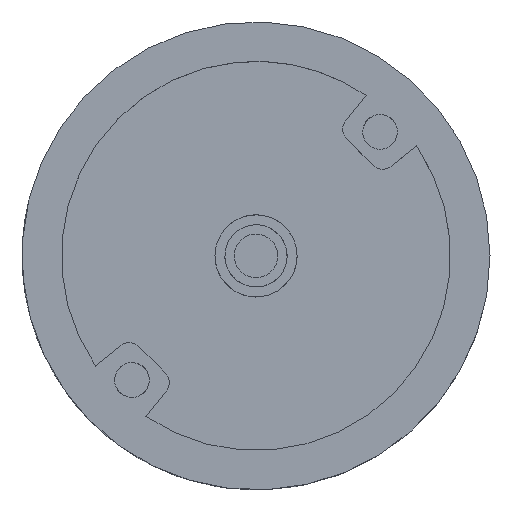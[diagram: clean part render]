
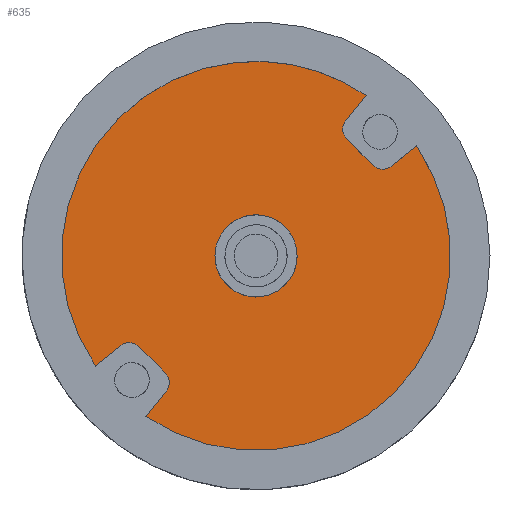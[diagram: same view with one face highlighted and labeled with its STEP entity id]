
A CAD part, top view. The second image highlights one B-rep face of the part: STEP entity #635.
In plain terms, the highlighted planar face has unit normal (0, 0, 1).
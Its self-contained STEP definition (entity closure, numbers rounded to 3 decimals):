
#220=CARTESIAN_POINT('',(-6.013,-13.526,-6.59));
#221=VERTEX_POINT('',#220);
#228=CARTESIAN_POINT('',(-46.474,-53.987,-6.59));
#229=VERTEX_POINT('',#228);
#230=CARTESIAN_POINT('',(-30.,-30.,-6.59));
#231=DIRECTION('',(-0.,-0.,1.));
#232=DIRECTION('',(-1.,0.,0.));
#233=AXIS2_PLACEMENT_3D('',#230,#231,#232);
#234=CIRCLE('',#233,29.1);
#235=EDGE_CURVE('',#229,#221,#234,.T.);
#252=CARTESIAN_POINT('',(-9.763,-16.57,-6.59));
#253=VERTEX_POINT('',#252);
#254=CARTESIAN_POINT('',(-6.013,-13.526,-6.59));
#255=DIRECTION('',(-0.776,-0.63,0.));
#256=VECTOR('',#255,4.83);
#257=LINE('',#254,#256);
#258=EDGE_CURVE('',#221,#253,#257,.T.);
#276=CARTESIAN_POINT('',(-13.526,-6.013,-6.59));
#277=VERTEX_POINT('',#276);
#284=CARTESIAN_POINT('',(-16.57,-9.763,-6.59));
#285=VERTEX_POINT('',#284);
#286=CARTESIAN_POINT('',(-16.57,-9.763,-6.59));
#287=DIRECTION('',(0.63,0.776,0.));
#288=VECTOR('',#287,4.83);
#289=LINE('',#286,#288);
#290=EDGE_CURVE('',#285,#277,#289,.T.);
#307=CARTESIAN_POINT('',(-32.87,-1.042,-6.59));
#308=VERTEX_POINT('',#307);
#315=CARTESIAN_POINT('',(-30.,-30.,-6.59));
#316=DIRECTION('',(-0.,-0.,1.));
#317=DIRECTION('',(-1.,0.,0.));
#318=AXIS2_PLACEMENT_3D('',#315,#316,#317);
#319=CIRCLE('',#318,29.1);
#320=EDGE_CURVE('',#277,#308,#319,.T.);
#332=CARTESIAN_POINT('',(-53.987,-46.474,-6.59));
#333=VERTEX_POINT('',#332);
#334=CARTESIAN_POINT('',(-50.237,-43.43,-6.59));
#335=VERTEX_POINT('',#334);
#336=CARTESIAN_POINT('',(-53.987,-46.474,-6.59));
#337=DIRECTION('',(0.776,0.63,0.));
#338=VECTOR('',#337,4.83);
#339=LINE('',#336,#338);
#340=EDGE_CURVE('',#333,#335,#339,.T.);
#364=CARTESIAN_POINT('',(-43.43,-50.237,-6.59));
#365=VERTEX_POINT('',#364);
#366=CARTESIAN_POINT('',(-43.43,-50.237,-6.59));
#367=DIRECTION('',(-0.63,-0.776,0.));
#368=VECTOR('',#367,4.83);
#369=LINE('',#366,#368);
#370=EDGE_CURVE('',#365,#229,#369,.T.);
#538=CARTESIAN_POINT('',(-30.,-30.,-6.59));
#539=DIRECTION('',(0.,0.,-1.));
#540=DIRECTION('',(-1.,0.,0.));
#541=AXIS2_PLACEMENT_3D('',#538,#539,#540);
#542=PLANE('',#541);
#543=CARTESIAN_POINT('',(-25.385,-34.052,-6.59));
#544=VERTEX_POINT('',#543);
#545=CARTESIAN_POINT('',(-36.142,-30.,-6.59));
#546=VERTEX_POINT('',#545);
#547=CARTESIAN_POINT('',(-30.,-30.,-6.59));
#548=DIRECTION('',(-0.,-0.,1.));
#549=DIRECTION('',(-1.,0.,0.));
#550=AXIS2_PLACEMENT_3D('',#547,#548,#549);
#551=CIRCLE('',#550,6.142);
#552=EDGE_CURVE('',#544,#546,#551,.T.);
#553=ORIENTED_EDGE('',*,*,#552,.F.);
#554=CARTESIAN_POINT('',(-30.,-30.,-6.59));
#555=DIRECTION('',(-0.,-0.,1.));
#556=DIRECTION('',(-1.,0.,0.));
#557=AXIS2_PLACEMENT_3D('',#554,#555,#556);
#558=CIRCLE('',#557,6.142);
#559=EDGE_CURVE('',#546,#544,#558,.T.);
#560=ORIENTED_EDGE('',*,*,#559,.F.);
#561=EDGE_LOOP('',(#553,#560));
#562=FACE_BOUND('',#561,.T.);
#563=ORIENTED_EDGE('',*,*,#290,.T.);
#564=ORIENTED_EDGE('',*,*,#320,.T.);
#565=CARTESIAN_POINT('',(-30.,-30.,-6.59));
#566=DIRECTION('',(-0.,-0.,1.));
#567=DIRECTION('',(-1.,0.,0.));
#568=AXIS2_PLACEMENT_3D('',#565,#566,#567);
#569=CIRCLE('',#568,29.1);
#570=EDGE_CURVE('',#308,#333,#569,.T.);
#571=ORIENTED_EDGE('',*,*,#570,.T.);
#572=ORIENTED_EDGE('',*,*,#340,.T.);
#573=CARTESIAN_POINT('',(-47.524,-43.57,-6.59));
#574=VERTEX_POINT('',#573);
#575=CARTESIAN_POINT('',(-48.959,-45.004,-6.59));
#576=DIRECTION('',(0.,0.,-1.));
#577=DIRECTION('',(-1.,0.,0.));
#578=AXIS2_PLACEMENT_3D('',#575,#576,#577);
#579=CIRCLE('',#578,2.028);
#580=EDGE_CURVE('',#335,#574,#579,.T.);
#581=ORIENTED_EDGE('',*,*,#580,.T.);
#582=CARTESIAN_POINT('',(-43.57,-47.524,-6.59));
#583=VERTEX_POINT('',#582);
#584=CARTESIAN_POINT('',(-47.524,-43.57,-6.59));
#585=DIRECTION('',(0.707,-0.707,0.));
#586=VECTOR('',#585,5.592);
#587=LINE('',#584,#586);
#588=EDGE_CURVE('',#574,#583,#587,.T.);
#589=ORIENTED_EDGE('',*,*,#588,.T.);
#590=CARTESIAN_POINT('',(-45.004,-48.959,-6.59));
#591=DIRECTION('',(0.,0.,-1.));
#592=DIRECTION('',(-1.,0.,0.));
#593=AXIS2_PLACEMENT_3D('',#590,#591,#592);
#594=CIRCLE('',#593,2.028);
#595=EDGE_CURVE('',#583,#365,#594,.T.);
#596=ORIENTED_EDGE('',*,*,#595,.T.);
#597=ORIENTED_EDGE('',*,*,#370,.T.);
#598=ORIENTED_EDGE('',*,*,#235,.T.);
#599=ORIENTED_EDGE('',*,*,#258,.T.);
#600=CARTESIAN_POINT('',(-12.476,-16.43,-6.59));
#601=VERTEX_POINT('',#600);
#602=CARTESIAN_POINT('',(-11.041,-14.996,-6.59));
#603=DIRECTION('',(0.,0.,-1.));
#604=DIRECTION('',(-1.,0.,0.));
#605=AXIS2_PLACEMENT_3D('',#602,#603,#604);
#606=CIRCLE('',#605,2.028);
#607=EDGE_CURVE('',#253,#601,#606,.T.);
#608=ORIENTED_EDGE('',*,*,#607,.T.);
#609=CARTESIAN_POINT('',(-16.43,-12.476,-6.59));
#610=VERTEX_POINT('',#609);
#611=CARTESIAN_POINT('',(-12.476,-16.43,-6.59));
#612=DIRECTION('',(-0.707,0.707,0.));
#613=VECTOR('',#612,5.592);
#614=LINE('',#611,#613);
#615=EDGE_CURVE('',#601,#610,#614,.T.);
#616=ORIENTED_EDGE('',*,*,#615,.T.);
#617=CARTESIAN_POINT('',(-17.024,-11.041,-6.59));
#618=VERTEX_POINT('',#617);
#619=CARTESIAN_POINT('',(-14.996,-11.041,-6.59));
#620=DIRECTION('',(0.,0.,-1.));
#621=DIRECTION('',(-1.,0.,0.));
#622=AXIS2_PLACEMENT_3D('',#619,#620,#621);
#623=CIRCLE('',#622,2.028);
#624=EDGE_CURVE('',#610,#618,#623,.T.);
#625=ORIENTED_EDGE('',*,*,#624,.T.);
#626=CARTESIAN_POINT('',(-14.996,-11.041,-6.59));
#627=DIRECTION('',(0.,0.,-1.));
#628=DIRECTION('',(-1.,0.,0.));
#629=AXIS2_PLACEMENT_3D('',#626,#627,#628);
#630=CIRCLE('',#629,2.028);
#631=EDGE_CURVE('',#618,#285,#630,.T.);
#632=ORIENTED_EDGE('',*,*,#631,.T.);
#633=EDGE_LOOP('',(#563,#564,#571,#572,#581,#589,#596,#597,#598,#599,#608,#616,#625,#632));
#634=FACE_BOUND('',#633,.T.);
#635=ADVANCED_FACE('',(#562,#634),#542,.F.);
